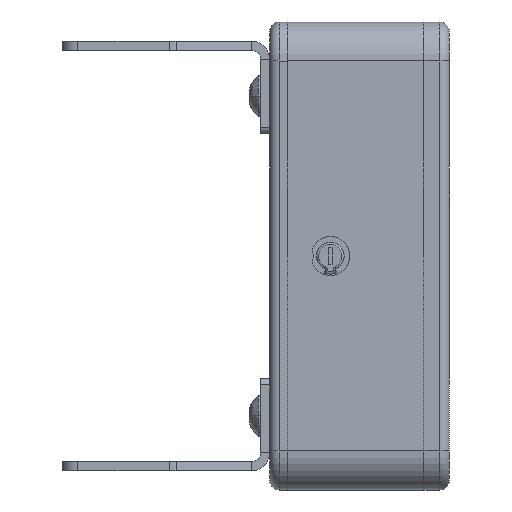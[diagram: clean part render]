
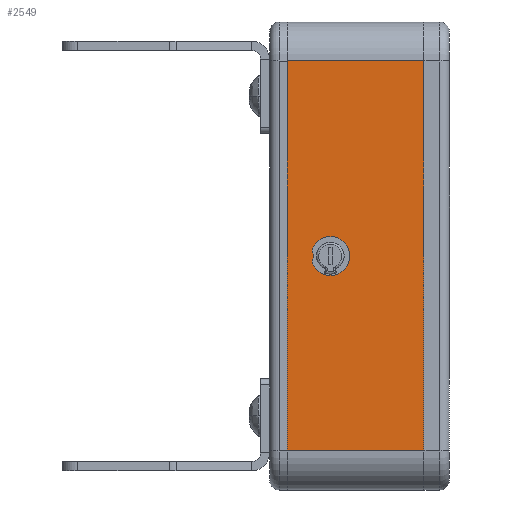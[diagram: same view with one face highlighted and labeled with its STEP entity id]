
A CAD part, front view. The second image highlights one B-rep face of the part: STEP entity #2549.
In plain terms, the highlighted planar face has unit normal (0, -1, 0).
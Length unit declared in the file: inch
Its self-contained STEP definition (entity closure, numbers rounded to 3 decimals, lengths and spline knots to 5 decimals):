
#1983=DIRECTION('',(0.,0.,-1.));
#1984=VECTOR('',#1983,2.5);
#1985=CARTESIAN_POINT('',(-0.4375,-1.5,1.25));
#1986=LINE('',#1985,#1984);
#2047=DIRECTION('',(1.,0.,0.));
#2048=VECTOR('',#2047,0.875);
#2049=CARTESIAN_POINT('',(-0.4375,-1.5,-1.25));
#2050=LINE('',#2049,#2048);
#2051=DIRECTION('',(1.,0.,0.));
#2052=VECTOR('',#2051,0.875);
#2053=CARTESIAN_POINT('',(-0.4375,-1.5,1.25));
#2054=LINE('',#2053,#2052);
#2055=CARTESIAN_POINT('',(-0.26997,-1.5,0.));
#2056=DIRECTION('',(0.,-1.,0.));
#2057=DIRECTION('',(0.852,0.,-0.523));
#2058=AXIS2_PLACEMENT_3D('',#2055,#2056,#2057);
#2091=DIRECTION('',(0.,0.,-1.));
#2092=VECTOR('',#2091,2.5);
#2093=CARTESIAN_POINT('',(0.4375,-1.5,1.25));
#2094=LINE('',#2093,#2092);
#2258=CARTESIAN_POINT('',(-0.1625,-1.5,0.));
#2259=DIRECTION('',(0.,1.,0.));
#2260=DIRECTION('',(-0.833,0.,0.553));
#2261=AXIS2_PLACEMENT_3D('',#2258,#2259,#2260);
#2276=CARTESIAN_POINT('',(-0.21416,-1.5,-0.03428));
#2277=DIRECTION('',(0.,1.,0.));
#2278=DIRECTION('',(-0.833,0.,-0.553));
#2279=AXIS2_PLACEMENT_3D('',#2276,#2277,#2278);
#2294=CARTESIAN_POINT('',(-0.21416,-1.5,0.03428));
#2295=DIRECTION('',(0.,1.,0.));
#2296=DIRECTION('',(-0.852,0.,-0.523));
#2297=AXIS2_PLACEMENT_3D('',#2294,#2295,#2296);
#2313=CARTESIAN_POINT('',(-0.4375,-1.5,1.25));
#2314=VERTEX_POINT('',#2313);
#2315=CARTESIAN_POINT('',(-0.4375,-1.5,-1.25));
#2316=VERTEX_POINT('',#2315);
#2329=CARTESIAN_POINT('',(0.4375,-1.5,1.25));
#2330=VERTEX_POINT('',#2329);
#2331=CARTESIAN_POINT('',(0.4375,-1.5,-1.25));
#2332=VERTEX_POINT('',#2331);
#2383=CARTESIAN_POINT('',(-0.26666,-1.5,0.06911));
#2384=CARTESIAN_POINT('',(-0.26666,-1.5,-0.06911));
#2385=VERTEX_POINT('',#2383);
#2386=VERTEX_POINT('',#2384);
#2391=CARTESIAN_POINT('',(-0.26784,-1.5,-0.00131));
#2392=VERTEX_POINT('',#2391);
#2393=CARTESIAN_POINT('',(-0.26784,-1.5,0.00131));
#2394=VERTEX_POINT('',#2393);
#2526=CARTESIAN_POINT('',(-0.4375,-1.5,1.25));
#2527=DIRECTION('',(0.,-1.,0.));
#2528=DIRECTION('',(0.,0.,-1.));
#2529=AXIS2_PLACEMENT_3D('',#2526,#2527,#2528);
#2530=PLANE('',#2529);
#2531=ORIENTED_EDGE('',*,*,#2418,.F.);
#2533=ORIENTED_EDGE('',*,*,#2532,.T.);
#2535=ORIENTED_EDGE('',*,*,#2534,.T.);
#2536=ORIENTED_EDGE('',*,*,#2518,.F.);
#2537=EDGE_LOOP('',(#2531,#2533,#2535,#2536));
#2538=FACE_OUTER_BOUND('',#2537,.F.);
#2540=ORIENTED_EDGE('',*,*,#2539,.F.);
#2542=ORIENTED_EDGE('',*,*,#2541,.F.);
#2544=ORIENTED_EDGE('',*,*,#2543,.F.);
#2546=ORIENTED_EDGE('',*,*,#2545,.F.);
#2547=EDGE_LOOP('',(#2540,#2542,#2544,#2546));
#2548=FACE_BOUND('',#2547,.F.);
#2549=ADVANCED_FACE('',(#2538,#2548),#2530,.T.);
#2059=CIRCLE('',#2058,0.0025);
#2262=CIRCLE('',#2261,0.125);
#2280=CIRCLE('',#2279,0.063);
#2298=CIRCLE('',#2297,0.063);
#2418=EDGE_CURVE('',#2314,#2316,#1986,.T.);
#2518=EDGE_CURVE('',#2316,#2332,#2050,.T.);
#2532=EDGE_CURVE('',#2314,#2330,#2054,.T.);
#2534=EDGE_CURVE('',#2330,#2332,#2094,.T.);
#2539=EDGE_CURVE('',#2385,#2386,#2262,.T.);
#2541=EDGE_CURVE('',#2394,#2385,#2298,.T.);
#2543=EDGE_CURVE('',#2392,#2394,#2059,.T.);
#2545=EDGE_CURVE('',#2386,#2392,#2280,.T.);
